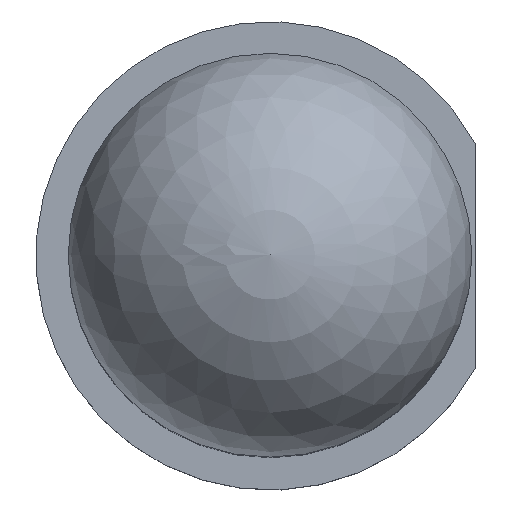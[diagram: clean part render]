
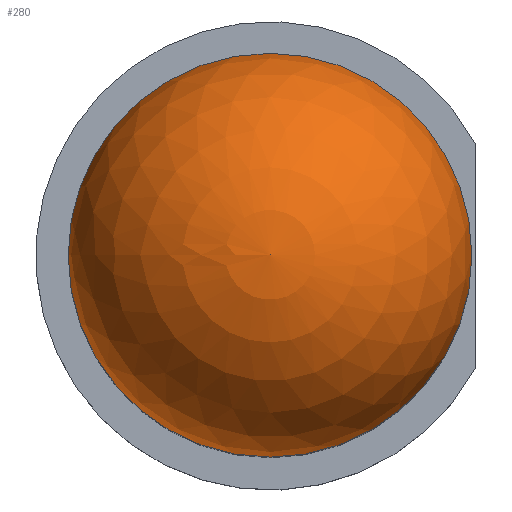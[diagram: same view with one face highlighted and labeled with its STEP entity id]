
A CAD part, top view. The second image highlights one B-rep face of the part: STEP entity #280.
In plain terms, the highlighted spherical face has radius 2.5 mm.
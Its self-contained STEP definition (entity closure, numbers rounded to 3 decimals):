
#19=CIRCLE('',#311,2.5);
#20=CIRCLE('',#312,2.5);
#21=CIRCLE('',#313,2.5);
#25=SPHERICAL_SURFACE('',#310,2.5);
#45=FACE_OUTER_BOUND('',#61,.T.);
#61=EDGE_LOOP('',(#227,#228,#229,#230));
#144=VERTEX_POINT('',#449);
#145=VERTEX_POINT('',#450);
#146=VERTEX_POINT('',#452);
#176=EDGE_CURVE('',#144,#145,#19,.T.);
#177=EDGE_CURVE('',#146,#145,#20,.T.);
#178=EDGE_CURVE('',#145,#144,#21,.T.);
#227=ORIENTED_EDGE('',*,*,#176,.T.);
#228=ORIENTED_EDGE('',*,*,#177,.F.);
#229=ORIENTED_EDGE('',*,*,#177,.T.);
#230=ORIENTED_EDGE('',*,*,#178,.T.);
#280=ADVANCED_FACE('',(#45),#25,.T.);
#310=AXIS2_PLACEMENT_3D('',#448,#368,#369);
#311=AXIS2_PLACEMENT_3D('',#451,#370,#371);
#312=AXIS2_PLACEMENT_3D('',#453,#372,#373);
#313=AXIS2_PLACEMENT_3D('',#454,#374,#375);
#368=DIRECTION('center_axis',(0.,0.,1.));
#369=DIRECTION('ref_axis',(1.,0.,0.));
#370=DIRECTION('center_axis',(0.,0.,1.));
#371=DIRECTION('ref_axis',(-1.,0.,0.));
#372=DIRECTION('center_axis',(0.,-1.,0.));
#373=DIRECTION('ref_axis',(-1.,0.,0.));
#374=DIRECTION('center_axis',(0.,0.,1.));
#375=DIRECTION('ref_axis',(-1.,0.,0.));
#448=CARTESIAN_POINT('Origin',(0.,0.,23.));
#449=CARTESIAN_POINT('',(2.5,0.,23.));
#450=CARTESIAN_POINT('',(-2.5,0.,23.));
#451=CARTESIAN_POINT('Origin',(0.,0.,23.));
#452=CARTESIAN_POINT('',(0.,0.,25.5));
#453=CARTESIAN_POINT('Origin',(0.,0.,23.));
#454=CARTESIAN_POINT('Origin',(0.,0.,23.));
